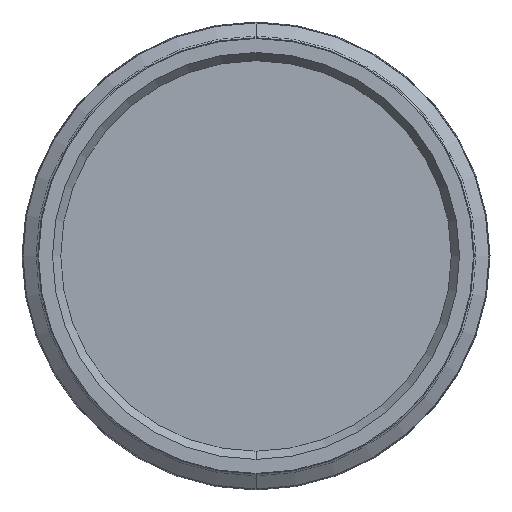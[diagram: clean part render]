
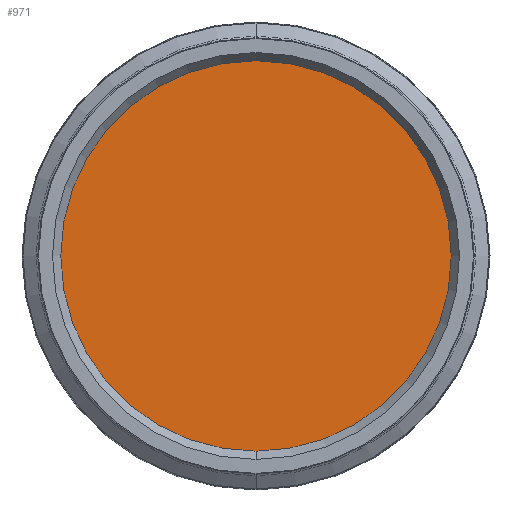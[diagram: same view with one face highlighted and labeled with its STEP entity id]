
A CAD part, top view. The second image highlights one B-rep face of the part: STEP entity #971.
In plain terms, the highlighted planar face has unit normal (0, 0, 1).
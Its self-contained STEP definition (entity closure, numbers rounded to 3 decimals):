
#78=CARTESIAN_POINT('',(0.,0.,58.));
#79=DIRECTION('',(0.,0.,-1.));
#80=DIRECTION('',(0.,1.,0.));
#81=AXIS2_PLACEMENT_3D('',#78,#79,#80);
#86=CARTESIAN_POINT('',(0.,0.,58.));
#87=DIRECTION('',(0.,0.,-1.));
#88=DIRECTION('',(0.,-1.,0.));
#89=AXIS2_PLACEMENT_3D('',#86,#87,#88);
#912=CARTESIAN_POINT('',(0.,88.901,58.));
#913=CARTESIAN_POINT('',(0.,-88.901,58.));
#914=VERTEX_POINT('',#912);
#915=VERTEX_POINT('',#913);
#960=CARTESIAN_POINT('',(0.,0.,58.));
#961=DIRECTION('',(0.,0.,-1.));
#962=DIRECTION('',(0.,-1.,0.));
#963=AXIS2_PLACEMENT_3D('',#960,#961,#962);
#964=PLANE('',#963);
#966=ORIENTED_EDGE('',*,*,#965,.T.);
#968=ORIENTED_EDGE('',*,*,#967,.T.);
#969=EDGE_LOOP('',(#966,#968));
#970=FACE_OUTER_BOUND('',#969,.F.);
#82=CIRCLE('',#81,88.901);
#90=CIRCLE('',#89,88.901);
#965=EDGE_CURVE('',#914,#915,#82,.T.);
#967=EDGE_CURVE('',#915,#914,#90,.T.);
#971=ADVANCED_FACE('',(#970),#964,.F.);
